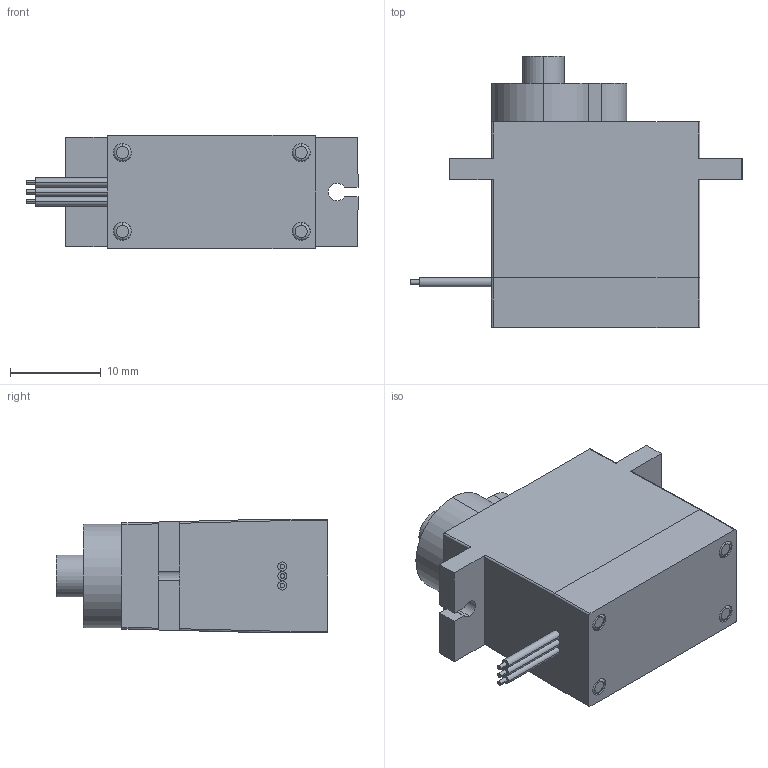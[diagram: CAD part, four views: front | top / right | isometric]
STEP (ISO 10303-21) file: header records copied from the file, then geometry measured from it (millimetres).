
FILE_DESCRIPTION (( 'STEP AP214' ), '1' );
FILE_NAME ('Tower Pro 9g Micro Servo SG90.STEP', '2018-06-07T10:16:58', ( '' ), ( '' ), 'SwSTEP 2.0', 'SolidWorks 2018', '' );
FILE_SCHEMA (( 'AUTOMOTIVE_DESIGN' ));
Length unit declared in the file: millimetre
Products named in the file (1): Tower Pro 9g Micro Servo SG90
Bounding box: 36.67 x 29.95 x 12.59 mm (x, y, z)
Volume: 7207.1 mm3; surface area: 2879.3 mm2
Topology: 2 solids, 2 shells, 105 faces, 245 edges, 159 vertices
Faces by surface type: cylinder 55, plane 42, torus 8
Entity records: 3487 total; most frequent: CARTESIAN_POINT 558, DIRECTION 548, ORIENTED_EDGE 490, EDGE_CURVE 245, AXIS2_PLACEMENT_3D 213, VERTEX_POINT 159, VECTOR 122, EDGE_LOOP 122
